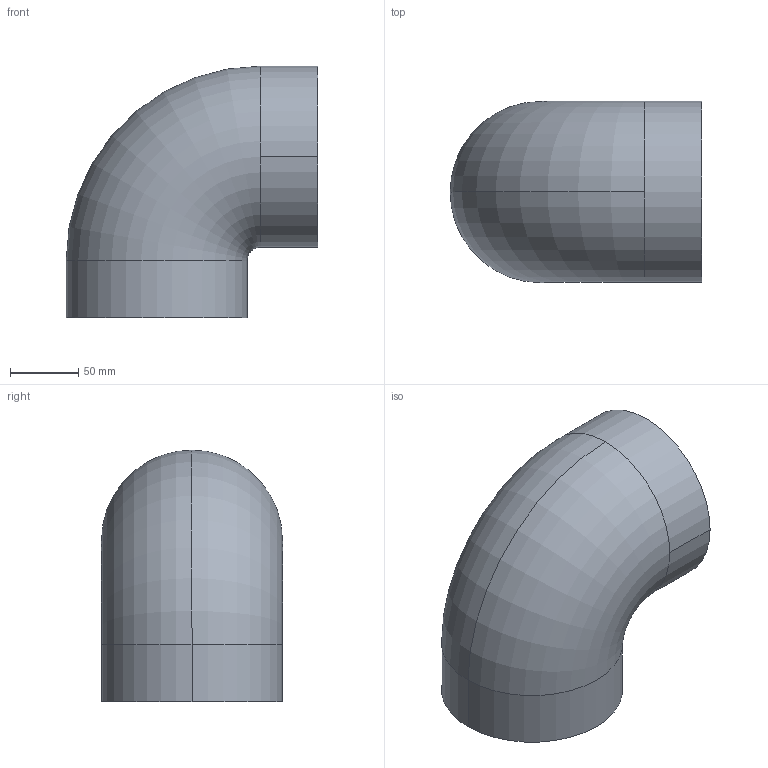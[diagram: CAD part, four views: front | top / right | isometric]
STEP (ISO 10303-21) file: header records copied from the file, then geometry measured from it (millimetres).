
FILE_DESCRIPTION(('STEP AP214'),'1');
FILE_NAME('cctmp_152A9942-3321-48C0-974D-EBDB3C2E8F31_2022_03_09_10_47_45_0401..stp','2022-03-09T09:47:45',('Praher Valves GmbH'),('CADClick - www.CADClick.com'),'Spatial InterOp 3D',' ','unknown authorization');
FILE_SCHEMA(('AUTOMOTIVE_DESIGN'));
Length unit declared in the file: millimetre
Products named in the file (1): 70575
Bounding box: 184.25 x 132.5 x 184.25 mm (x, y, z)
Volume: 909130.1 mm3; surface area: 165334.9 mm2
Topology: 1 solids, 1 shells, 16 faces, 34 edges, 22 vertices
Faces by surface type: cylinder 8, torus 4, plane 4
Entity records: 852 total; most frequent: CARTESIAN_POINT 333, DIRECTION 86, ORIENTED_EDGE 68, AXIS2_PLACEMENT_3D 39, EDGE_CURVE 34, VERTEX_POINT 22, CIRCLE 22, EDGE_LOOP 20
